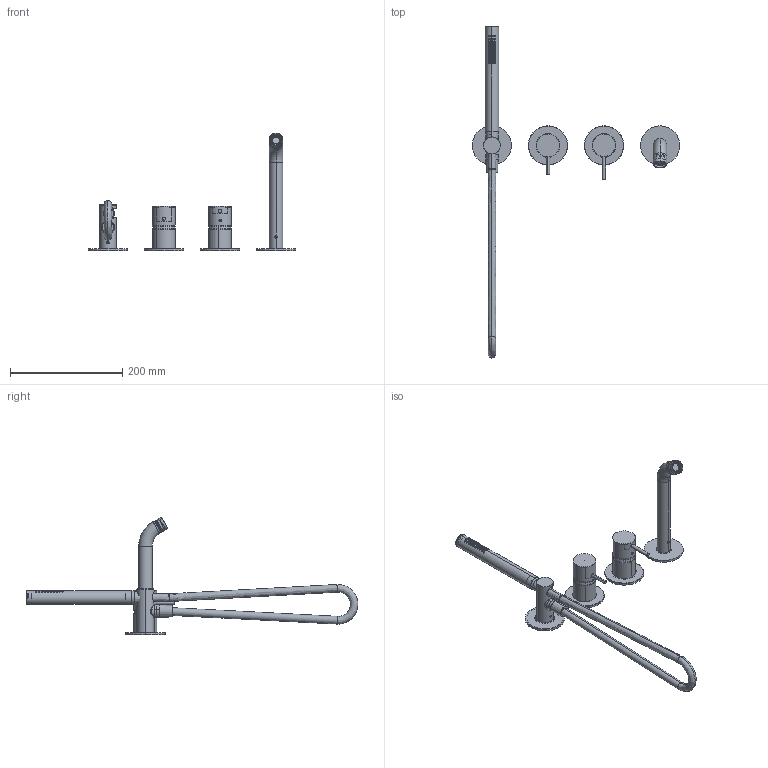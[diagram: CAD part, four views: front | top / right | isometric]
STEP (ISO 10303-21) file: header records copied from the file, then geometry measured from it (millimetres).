
FILE_DESCRIPTION (( 'STEP AP214' ), '1' );
FILE_NAME ('C35.0027 3D.STEP', '2023-04-06T09:30:06', ( '' ), ( '' ), 'SwSTEP 2.0', 'SolidWorks 2022', '' );
FILE_SCHEMA (( 'AUTOMOTIVE_DESIGN' ));
Length unit declared in the file: millimetre
Products named in the file (16): 0044.000.22; C35.0027 3D; FLEXIVEL_TOMADA_ÁGUA_CILINDRICA_LATERAL_PARA_MON_AO_CHAO; 0077.002.00; 0039.015.00; 0044.000.25; 0044.000.21; PERNO M4; 0039.014.00; 011101102400; 0039.007.00; 0046.000.03; 0044.000.23; 0032.000.06; 0427.001.00; 0039.009.00
Assembly tree (21 placements, depth 2):
  C35.0027 3D
    0032.000.06
    0039.015.00  x2
    0039.014.00
    0046.000.03
    0039.007.00  x2
    0039.009.00
    0044.000.23  x2
    0044.000.25
    0044.000.21
    0044.000.22
    0077.002.00
    FLEXIVEL_TOMADA_ÁGUA_CILINDRICA_LATERAL_PARA_MON_AO_CHAO
    PERNO M4  x4
    0427.001.00
    011101102400
Bounding box: 370 x 592.46 x 210.39 mm (x, y, z)
Volume: 299077.6 mm3; surface area: 198061.3 mm2
Topology: 21 solids, 21 shells, 593 faces, 1403 edges, 872 vertices
Faces by surface type: cylinder 270, plane 166, cone 88, torus 44, bspline 21, sphere 4
Entity records: 23428 total; most frequent: CARTESIAN_POINT 10805, DIRECTION 2436, ORIENTED_EDGE 2378, EDGE_CURVE 1189, AXIS2_PLACEMENT_3D 989, VERTEX_POINT 753, EDGE_LOOP 638, FACE_OUTER_BOUND 499
